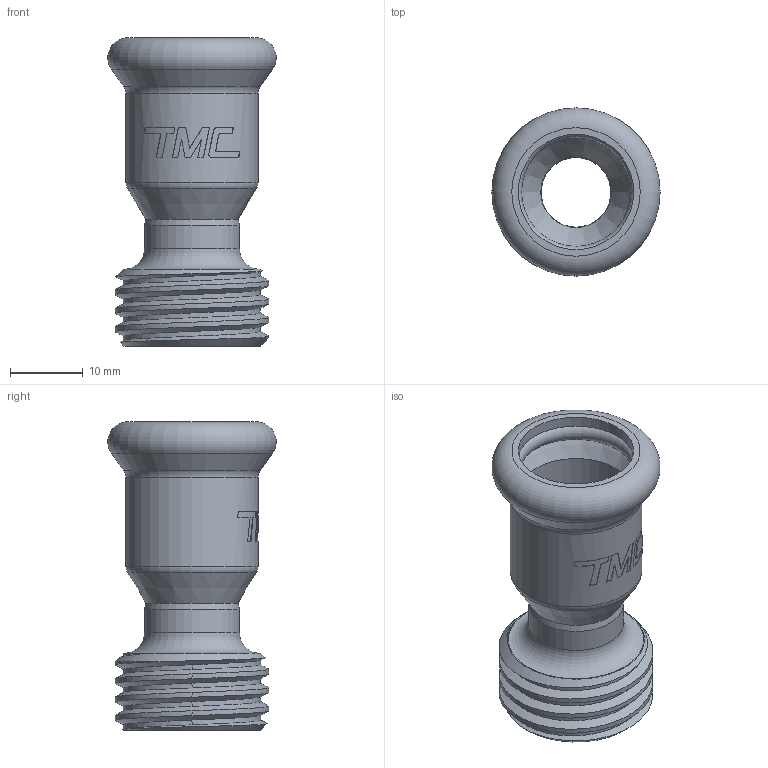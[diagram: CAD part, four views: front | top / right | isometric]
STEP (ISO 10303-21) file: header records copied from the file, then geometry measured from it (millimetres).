
FILE_DESCRIPTION(/* description */ ('15.0x12.7 RapidPress Extreme Stainless Steel RJT Male Adapter 316 - FKM Seal (Green)'),/* implementation_level */ '2;1');
FILE_NAME(/* name */ 'TMC_RPWCMP15V.step',/* time_stamp */ '2024-07-11T13:18:48+12:00',/* author */ (''),/* organization */ (''),/* preprocessor_version */ 'ST-DEVELOPER v20',/* originating_system */ 'Autodesk Translation Framework v13.14.0.145',/* authorisation */ '');
FILE_SCHEMA (('AUTOMOTIVE_DESIGN { 1 0 10303 214 3 1 1 }'));
Length unit declared in the file: millimetre
Products named in the file (2): TMC_RPWCMP15V; TMC_RPOR15V
Assembly tree (1 placements, depth 2):
  TMC_RPWCMP15V
    TMC_RPOR15V
Bounding box: 23.19 x 23.19 x 42.5 mm (x, y, z)
Volume: 5405.1 mm3; surface area: 5670.3 mm2
Topology: 2 solids, 2 shells, 68 faces, 162 edges, 102 vertices
Faces by surface type: bspline 22, cylinder 19, plane 11, cone 9, torus 7
Full cylindrical faces by diameter (mm): 9.6 x1, 9.7 x1, 13.1 x1, 15.2 x1, 15.8 x1, 15.9 x1, 18.2 x1, 18.9 x3, 21.2 x2
Entity records: 4128 total; most frequent: CARTESIAN_POINT 2647, ORIENTED_EDGE 324, DIRECTION 239, EDGE_CURVE 162, VERTEX_POINT 102, AXIS2_PLACEMENT_3D 96, EDGE_LOOP 76, B_SPLINE_CURVE_WITH_KNOTS 68
